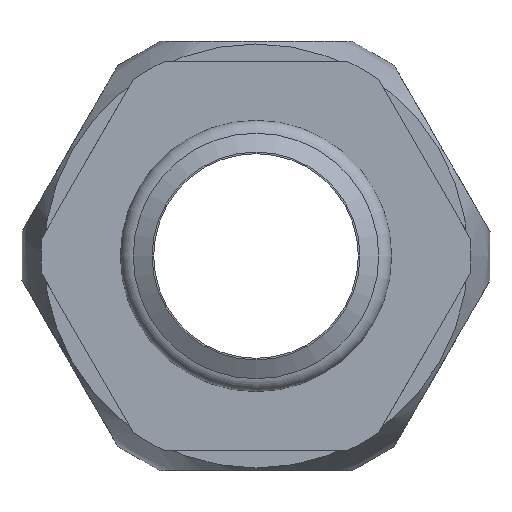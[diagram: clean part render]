
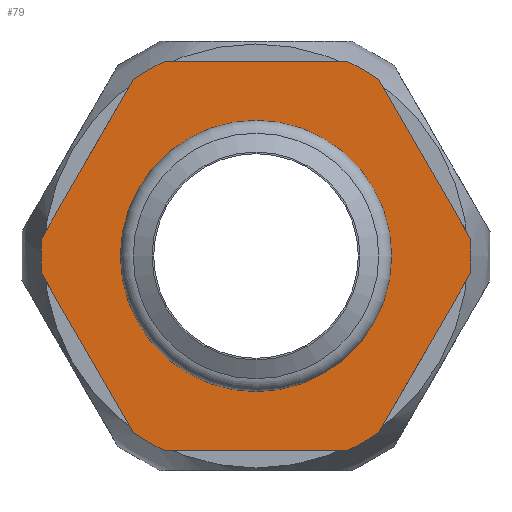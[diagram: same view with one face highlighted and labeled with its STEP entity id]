
A CAD part, left-side view. The second image highlights one B-rep face of the part: STEP entity #79.
In plain terms, the highlighted planar face has unit normal (-1, 0, 0).
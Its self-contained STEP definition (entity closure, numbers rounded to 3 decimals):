
#79 = ADVANCED_FACE( '', ( #121, #122 ), #123, .T. );
#121 = FACE_BOUND( '', #209, .T. );
#122 = FACE_OUTER_BOUND( '', #210, .T. );
#123 = PLANE( '', #211 );
#209 = EDGE_LOOP( '', ( #352 ) );
#210 = EDGE_LOOP( '', ( #353, #354, #355, #356, #357, #358, #359, #360, #361, #362, #363, #364 ) );
#211 = AXIS2_PLACEMENT_3D( '', #365, #366, #367 );
#352 = ORIENTED_EDGE( '', *, *, #579, .F. );
#353 = ORIENTED_EDGE( '', *, *, #580, .F. );
#354 = ORIENTED_EDGE( '', *, *, #581, .F. );
#355 = ORIENTED_EDGE( '', *, *, #582, .F. );
#356 = ORIENTED_EDGE( '', *, *, #583, .F. );
#357 = ORIENTED_EDGE( '', *, *, #584, .F. );
#358 = ORIENTED_EDGE( '', *, *, #585, .F. );
#359 = ORIENTED_EDGE( '', *, *, #586, .F. );
#360 = ORIENTED_EDGE( '', *, *, #587, .F. );
#361 = ORIENTED_EDGE( '', *, *, #588, .F. );
#362 = ORIENTED_EDGE( '', *, *, #589, .F. );
#363 = ORIENTED_EDGE( '', *, *, #590, .F. );
#364 = ORIENTED_EDGE( '', *, *, #591, .F. );
#365 = CARTESIAN_POINT( '', ( -1.25, 10.5, 0. ) );
#366 = DIRECTION( '', ( -1., 0., 0. ) );
#367 = DIRECTION( '', ( 0., 0., 1. ) );
#579 = EDGE_CURVE( '', #664, #664, #665, .T. );
#580 = EDGE_CURVE( '', #666, #667, #668, .T. );
#581 = EDGE_CURVE( '', #669, #666, #670, .T. );
#582 = EDGE_CURVE( '', #671, #669, #672, .T. );
#583 = EDGE_CURVE( '', #673, #671, #674, .T. );
#584 = EDGE_CURVE( '', #675, #673, #676, .T. );
#585 = EDGE_CURVE( '', #677, #675, #678, .T. );
#586 = EDGE_CURVE( '', #679, #677, #680, .T. );
#587 = EDGE_CURVE( '', #681, #679, #682, .T. );
#588 = EDGE_CURVE( '', #683, #681, #684, .T. );
#589 = EDGE_CURVE( '', #685, #683, #686, .T. );
#590 = EDGE_CURVE( '', #687, #685, #688, .T. );
#591 = EDGE_CURVE( '', #667, #687, #689, .T. );
#664 = VERTEX_POINT( '', #992 );
#665 = CIRCLE( '', #993, 6.39 );
#666 = VERTEX_POINT( '', #994 );
#667 = VERTEX_POINT( '', #995 );
#668 = CIRCLE( '', #996, 10.5 );
#669 = VERTEX_POINT( '', #997 );
#670 = LINE( '', #998, #999 );
#671 = VERTEX_POINT( '', #1000 );
#672 = CIRCLE( '', #1001, 10.5 );
#673 = VERTEX_POINT( '', #1002 );
#674 = LINE( '', #1003, #1004 );
#675 = VERTEX_POINT( '', #1005 );
#676 = CIRCLE( '', #1006, 10.5 );
#677 = VERTEX_POINT( '', #1007 );
#678 = LINE( '', #1008, #1009 );
#679 = VERTEX_POINT( '', #1010 );
#680 = CIRCLE( '', #1011, 10.5 );
#681 = VERTEX_POINT( '', #1012 );
#682 = LINE( '', #1013, #1014 );
#683 = VERTEX_POINT( '', #1015 );
#684 = CIRCLE( '', #1016, 10.5 );
#685 = VERTEX_POINT( '', #1017 );
#686 = LINE( '', #1018, #1019 );
#687 = VERTEX_POINT( '', #1020 );
#688 = CIRCLE( '', #1021, 10.5 );
#689 = LINE( '', #1022, #1023 );
#992 = CARTESIAN_POINT( '', ( -1.25, 0., 6.39 ) );
#993 = AXIS2_PLACEMENT_3D( '', #1399, #1400, #1401 );
#994 = CARTESIAN_POINT( '', ( -1.25, 10.463, -0.877 ) );
#995 = CARTESIAN_POINT( '', ( -1.25, 10.463, 0.877 ) );
#996 = AXIS2_PLACEMENT_3D( '', #1402, #1403, #1404 );
#997 = CARTESIAN_POINT( '', ( -1.25, 5.991, -8.623 ) );
#998 = CARTESIAN_POINT( '', ( -1.25, 10.852, -0.203 ) );
#999 = VECTOR( '', #1405, 1000. );
#1000 = CARTESIAN_POINT( '', ( -1.25, 4.472, -9.5 ) );
#1001 = AXIS2_PLACEMENT_3D( '', #1406, #1407, #1408 );
#1002 = CARTESIAN_POINT( '', ( -1.25, -4.472, -9.5 ) );
#1003 = CARTESIAN_POINT( '', ( -1.25, 10.5, -9.5 ) );
#1004 = VECTOR( '', #1409, 1000. );
#1005 = CARTESIAN_POINT( '', ( -1.25, -5.991, -8.623 ) );
#1006 = AXIS2_PLACEMENT_3D( '', #1410, #1411, #1412 );
#1007 = CARTESIAN_POINT( '', ( -1.25, -10.463, -0.877 ) );
#1008 = CARTESIAN_POINT( '', ( -1.25, -5.602, -9.297 ) );
#1009 = VECTOR( '', #1413, 1000. );
#1010 = CARTESIAN_POINT( '', ( -1.25, -10.463, 0.877 ) );
#1011 = AXIS2_PLACEMENT_3D( '', #1414, #1415, #1416 );
#1012 = CARTESIAN_POINT( '', ( -1.25, -5.991, 8.623 ) );
#1013 = CARTESIAN_POINT( '', ( -1.25, -5.602, 9.297 ) );
#1014 = VECTOR( '', #1417, 1000. );
#1015 = CARTESIAN_POINT( '', ( -1.25, -4.472, 9.5 ) );
#1016 = AXIS2_PLACEMENT_3D( '', #1418, #1419, #1420 );
#1017 = CARTESIAN_POINT( '', ( -1.25, 4.472, 9.5 ) );
#1018 = CARTESIAN_POINT( '', ( -1.25, 10.5, 9.5 ) );
#1019 = VECTOR( '', #1421, 1000. );
#1020 = CARTESIAN_POINT( '', ( -1.25, 5.991, 8.623 ) );
#1021 = AXIS2_PLACEMENT_3D( '', #1422, #1423, #1424 );
#1022 = CARTESIAN_POINT( '', ( -1.25, 10.852, 0.203 ) );
#1023 = VECTOR( '', #1425, 1000. );
#1399 = CARTESIAN_POINT( '', ( -1.25, 0., 0. ) );
#1400 = DIRECTION( '', ( -1., 0., 0. ) );
#1401 = DIRECTION( '', ( 0., 0., 1. ) );
#1402 = CARTESIAN_POINT( '', ( -1.25, 0., 0. ) );
#1403 = DIRECTION( '', ( 1., 0., 0. ) );
#1404 = DIRECTION( '', ( 0., 0., -1. ) );
#1405 = DIRECTION( '', ( 0., 0.5, 0.866 ) );
#1406 = CARTESIAN_POINT( '', ( -1.25, 0., 0. ) );
#1407 = DIRECTION( '', ( 1., 0., 0. ) );
#1408 = DIRECTION( '', ( 0., 0., -1. ) );
#1409 = DIRECTION( '', ( 0., 1., 0. ) );
#1410 = CARTESIAN_POINT( '', ( -1.25, 0., 0. ) );
#1411 = DIRECTION( '', ( 1., 0., 0. ) );
#1412 = DIRECTION( '', ( 0., 0., -1. ) );
#1413 = DIRECTION( '', ( 0., 0.5, -0.866 ) );
#1414 = CARTESIAN_POINT( '', ( -1.25, 0., 0. ) );
#1415 = DIRECTION( '', ( 1., 0., 0. ) );
#1416 = DIRECTION( '', ( 0., 0., -1. ) );
#1417 = DIRECTION( '', ( 0., -0.5, -0.866 ) );
#1418 = CARTESIAN_POINT( '', ( -1.25, 0., 0. ) );
#1419 = DIRECTION( '', ( 1., 0., 0. ) );
#1420 = DIRECTION( '', ( 0., 0., -1. ) );
#1421 = DIRECTION( '', ( 0., -1., 0. ) );
#1422 = CARTESIAN_POINT( '', ( -1.25, 0., 0. ) );
#1423 = DIRECTION( '', ( 1., 0., 0. ) );
#1424 = DIRECTION( '', ( 0., 0., -1. ) );
#1425 = DIRECTION( '', ( 0., -0.5, 0.866 ) );
